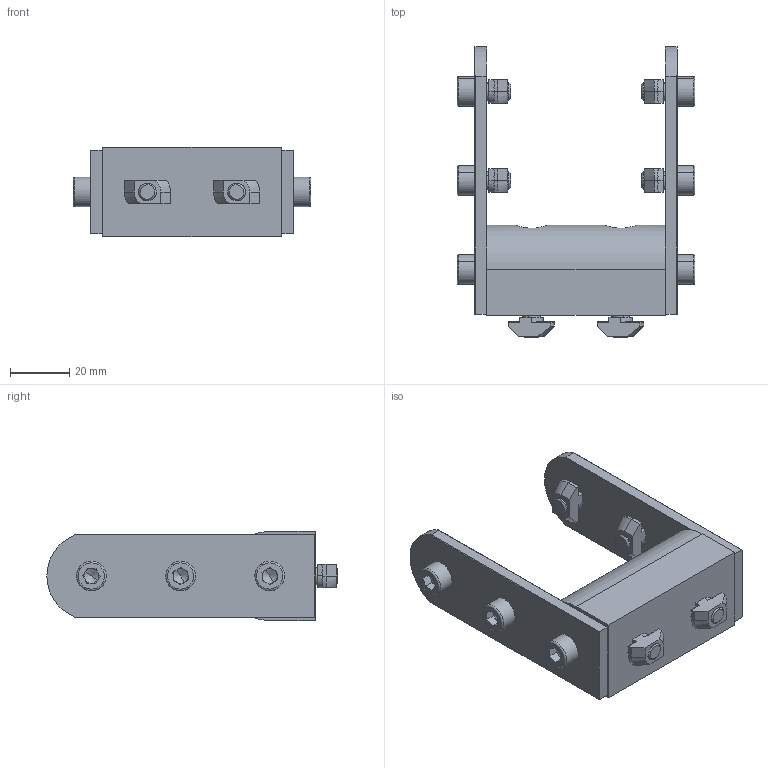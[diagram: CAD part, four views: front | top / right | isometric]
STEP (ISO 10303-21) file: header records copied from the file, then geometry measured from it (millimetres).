
FILE_DESCRIPTION (( 'STEP AP214' ), '1' );
FILE_NAME ('#045 Êîìïëåêò êðîíøòåéíà 30õ60 ñ ñîåäèíèòåëåì, â ïàç ïðîôèëÿ.STEP', '2022-06-17T06:35:22', ( 'Ñòàñ' ), ( '' ), 'SwSTEP 2.0', 'SolidWorks 2021', '' );
FILE_SCHEMA (( 'AUTOMOTIVE_DESIGN' ));
Length unit declared in the file: millimetre
Products named in the file (7): D55 Âèíò öèëèíäð. ñ âíóòðåííèì øåñò. Ì6 õ14 DIN 912; D53 Ò-ãàéêà Ì6, ïàç 8_00; #045 Êîìïëåêò êðîíøòåéíà 30õ60 ñ ñîåäèíèòåëåì, â ïàç ïðîôèëÿ; D67 Âèíò öèëèíäð. ñ âíóòðåííèì øåñò. Ì6 õ 12 DIN 912; K89 Âèíò öèëèíäð. ñ âíóòðåííèì øåñò. Ì6 õ30 DIN 912; A466 Ïîâîðîòíûé ñîåäèíèòåëü 90ìì, ïàç 8; A460 Äâîéíîé ïîâîðîòíûé êðîíøòåéí, ïàç 8
Assembly tree (17 placements, depth 2):
  #045 Êîìïëåêò êðîíøòåéíà 30õ60 ñ ñîåäèíèòåëåì, â ïàç ïðîôèëÿ
    A466 Ïîâîðîòíûé ñîåäèíèòåëü 90ìì, ïàç 8  x2
    A460 Äâîéíîé ïîâîðîòíûé êðîíøòåéí, ïàç 8
    K89 Âèíò öèëèíäð. ñ âíóòðåííèì øåñò. Ì6 õ30 DIN 912  x2
    D53 Ò-ãàéêà Ì6, ïàç 8_00  x6
    D67 Âèíò öèëèíäð. ñ âíóòðåííèì øåñò. Ì6 õ 12 DIN 912  x4
    D55 Âèíò öèëèíäð. ñ âíóòðåííèì øåñò. Ì6 õ14 DIN 912  x2
Bounding box: 80 x 97.7 x 30 mm (x, y, z)
Volume: 73264.2 mm3; surface area: 30245.2 mm2
Topology: 17 solids, 17 shells, 550 faces, 1366 edges, 848 vertices
Faces by surface type: plane 329, cylinder 105, cone 84, torus 32
Entity records: 5911 total; most frequent: CARTESIAN_POINT 1408, DIRECTION 896, ORIENTED_EDGE 832, EDGE_CURVE 416, AXIS2_PLACEMENT_3D 331, VERTEX_POINT 259, LINE 234, VECTOR 234
